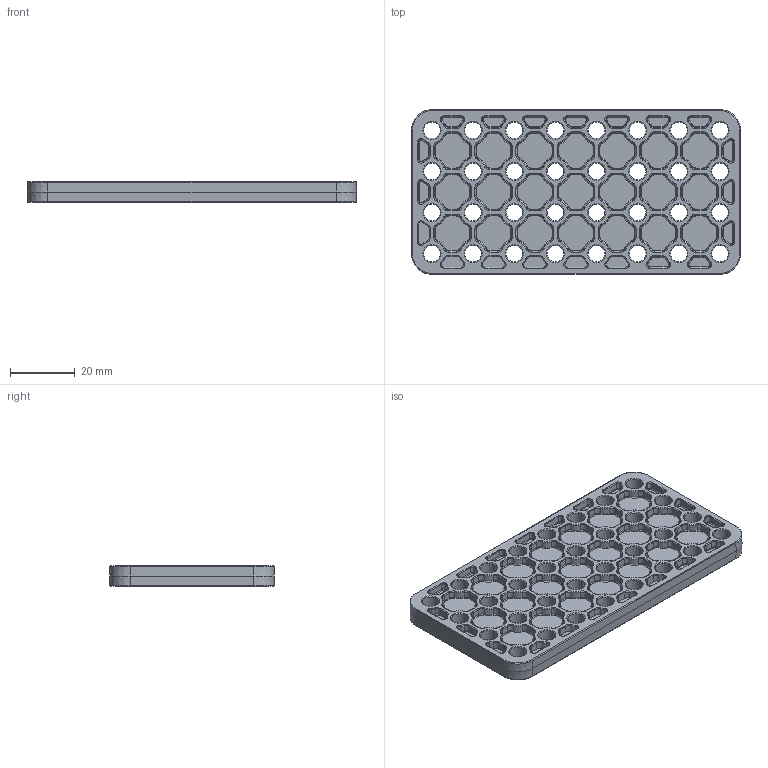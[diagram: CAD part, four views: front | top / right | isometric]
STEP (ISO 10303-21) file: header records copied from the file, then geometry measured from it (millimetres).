
FILE_DESCRIPTION (( 'STEP AP214' ), '1' );
FILE_NAME ('am-5006_4×8 RoBits 4×8 Plate.STEP', '2023-03-23T12:54:35', ( '' ), ( '' ), 'SwSTEP 2.0', 'SolidWorks 2022', '' );
FILE_SCHEMA (( 'AUTOMOTIVE_DESIGN' ));
Length unit declared in the file: inch
Products named in the file (1): am-5006_4×8 RoBits 4×8 Plate
Bounding box: 101.6 x 50.8 x 6.35 mm (x, y, z)
Volume: 17212.6 mm3; surface area: 18574.1 mm2
Topology: 1 solids, 1 shells, 3315 faces, 7563 edges, 4332 vertices
Faces by surface type: torus 1639, cone 780, cylinder 556, plane 340
Entity records: 93928 total; most frequent: DIRECTION 19658, CARTESIAN_POINT 15211, ORIENTED_EDGE 15126, AXIS2_PLACEMENT_3D 8779, EDGE_CURVE 7563, CIRCLE 5463, VERTEX_POINT 4332, EDGE_LOOP 3461
